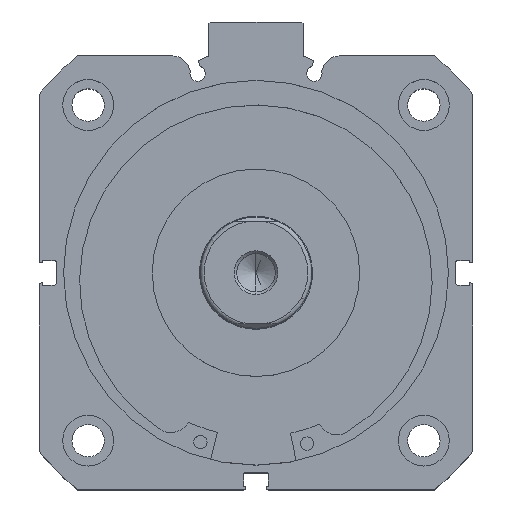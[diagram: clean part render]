
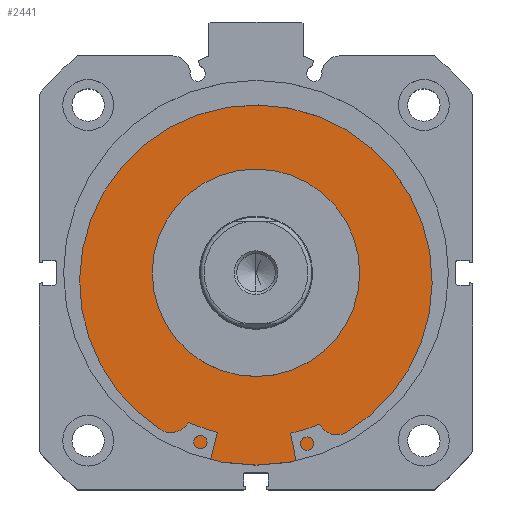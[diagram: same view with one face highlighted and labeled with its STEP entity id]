
A CAD part, top view. The second image highlights one B-rep face of the part: STEP entity #2441.
In plain terms, the highlighted face is planar.
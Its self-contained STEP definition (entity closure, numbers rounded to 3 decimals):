
#301 = EDGE_LOOP ( 'NONE', ( #2180, #2229 ) ) ;
#309 = EDGE_LOOP ( 'NONE', ( #2228, #2213 ) ) ;
#1197 = CIRCLE ( 'NONE', #5771, 51. ) ;
#1208 = CIRCLE ( 'NONE', #5776, 27.5 ) ;
#1210 = CIRCLE ( 'NONE', #5778, 27.5 ) ;
#1212 = CIRCLE ( 'NONE', #5780, 51. ) ;
#1369 = CARTESIAN_POINT ( 'NONE',  ( 5.5, 0., -51. ) ) ;
#1373 = CARTESIAN_POINT ( 'NONE',  ( 5.5, 0., 27.5 ) ) ;
#1528 = VERTEX_POINT ( 'NONE', #1369 ) ;
#1532 = VERTEX_POINT ( 'NONE', #1373 ) ;
#1644 = VERTEX_POINT ( 'NONE', #1962 ) ;
#1849 = CARTESIAN_POINT ( 'NONE',  ( 5.5, 0., -27.5 ) ) ;
#1962 = CARTESIAN_POINT ( 'NONE',  ( 5.5, 0., 51. ) ) ;
#2052 = VERTEX_POINT ( 'NONE', #1849 ) ;
#2180 = ORIENTED_EDGE ( 'NONE', *, *, #5361, .F. ) ;
#2213 = ORIENTED_EDGE ( 'NONE', *, *, #5352, .T. ) ;
#2228 = ORIENTED_EDGE ( 'NONE', *, *, #5362, .T. ) ;
#2229 = ORIENTED_EDGE ( 'NONE', *, *, #5360, .F. ) ;
#2441 = ADVANCED_FACE ( 'NONE', ( #4062, #4068 ), #7288, .F. ) ;
#2971 = CARTESIAN_POINT ( 'NONE',  ( 5.5, 0., 0. ) ) ;
#2977 = DIRECTION ( 'NONE',  ( -1., 0., 0. ) ) ;
#2978 = DIRECTION ( 'NONE',  ( 0., 0., 1. ) ) ;
#2994 = CARTESIAN_POINT ( 'NONE',  ( 5.5, 0., 0. ) ) ;
#2999 = CARTESIAN_POINT ( 'NONE',  ( 5.5, 0., 0. ) ) ;
#3000 = DIRECTION ( 'NONE',  ( -1., 0., 0. ) ) ;
#3001 = DIRECTION ( 'NONE',  ( 0., 0., 1. ) ) ;
#3002 = CARTESIAN_POINT ( 'NONE',  ( 5.5, 0., 0. ) ) ;
#3004 = DIRECTION ( 'NONE',  ( -1., 0., 0. ) ) ;
#3005 = DIRECTION ( 'NONE',  ( 0., 0., 1. ) ) ;
#3007 = DIRECTION ( 'NONE',  ( -1., 0., 0. ) ) ;
#3008 = DIRECTION ( 'NONE',  ( 0., 0., 1. ) ) ;
#4062 = FACE_BOUND ( 'NONE', #301, .T. ) ;
#4068 = FACE_OUTER_BOUND ( 'NONE', #309, .T. ) ;
#4422 = AXIS2_PLACEMENT_3D ( 'NONE', #7202, #7090, #7015 ) ;
#5352 = EDGE_CURVE ( 'NONE', #1528, #1644, #1197, .T. ) ;
#5360 = EDGE_CURVE ( 'NONE', #2052, #1532, #1208, .T. ) ;
#5361 = EDGE_CURVE ( 'NONE', #1532, #2052, #1210, .T. ) ;
#5362 = EDGE_CURVE ( 'NONE', #1644, #1528, #1212, .T. ) ;
#5771 = AXIS2_PLACEMENT_3D ( 'NONE', #2971, #2977, #2978 ) ;
#5776 = AXIS2_PLACEMENT_3D ( 'NONE', #2994, #3000, #3001 ) ;
#5778 = AXIS2_PLACEMENT_3D ( 'NONE', #3002, #3004, #3005 ) ;
#5780 = AXIS2_PLACEMENT_3D ( 'NONE', #2999, #3007, #3008 ) ;
#7015 = DIRECTION ( 'NONE',  ( 0., 0., -1. ) ) ;
#7090 = DIRECTION ( 'NONE',  ( 1., 0., 0. ) ) ;
#7202 = CARTESIAN_POINT ( 'NONE',  ( 5.5, 51., 0. ) ) ;
#7288 = PLANE ( 'NONE',  #4422 ) ;
